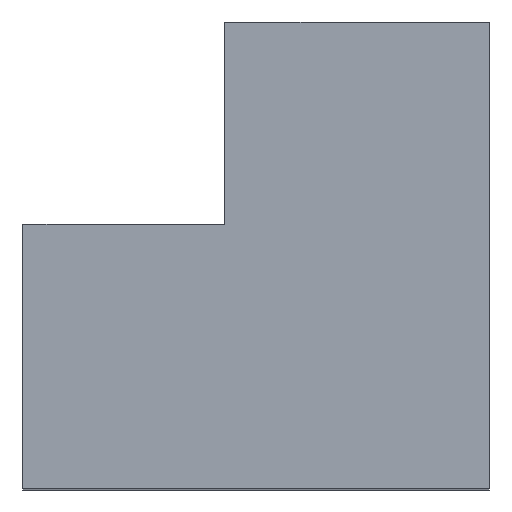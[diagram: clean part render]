
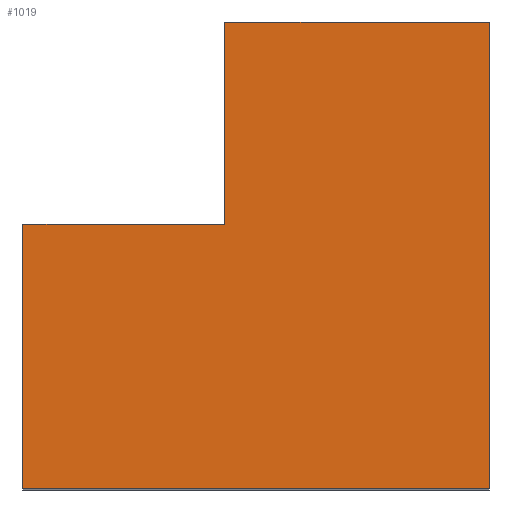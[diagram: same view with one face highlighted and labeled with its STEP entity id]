
A CAD part, top view. The second image highlights one B-rep face of the part: STEP entity #1019.
In plain terms, the highlighted planar face has unit normal (0, 0, 1).
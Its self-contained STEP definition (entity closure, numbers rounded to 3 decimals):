
#47=PLANE('',#1122);
#98=FACE_OUTER_BOUND('',#154,.T.);
#154=EDGE_LOOP('',(#883,#884,#885,#886,#887,#888,#889,#890,#891));
#265=LINE('',#1623,#374);
#270=LINE('',#1632,#379);
#288=LINE('',#1669,#397);
#292=LINE('',#1676,#401);
#293=LINE('',#1678,#402);
#294=LINE('',#1680,#403);
#295=LINE('',#1682,#404);
#296=LINE('',#1684,#405);
#297=LINE('',#1685,#406);
#374=VECTOR('',#1332,10.);
#379=VECTOR('',#1339,10.);
#397=VECTOR('',#1373,10.);
#401=VECTOR('',#1379,10.);
#402=VECTOR('',#1380,10.);
#403=VECTOR('',#1381,10.);
#404=VECTOR('',#1382,10.);
#405=VECTOR('',#1383,10.);
#406=VECTOR('',#1384,10.);
#494=VERTEX_POINT('',#1620);
#495=VERTEX_POINT('',#1622);
#498=VERTEX_POINT('',#1630);
#508=VERTEX_POINT('',#1666);
#509=VERTEX_POINT('',#1668);
#512=VERTEX_POINT('',#1677);
#513=VERTEX_POINT('',#1679);
#514=VERTEX_POINT('',#1681);
#515=VERTEX_POINT('',#1683);
#619=EDGE_CURVE('',#495,#494,#265,.T.);
#624=EDGE_CURVE('',#494,#498,#270,.T.);
#642=EDGE_CURVE('',#509,#508,#288,.T.);
#646=EDGE_CURVE('',#498,#509,#292,.T.);
#647=EDGE_CURVE('',#508,#512,#293,.T.);
#648=EDGE_CURVE('',#512,#513,#294,.T.);
#649=EDGE_CURVE('',#513,#514,#295,.T.);
#650=EDGE_CURVE('',#514,#515,#296,.T.);
#651=EDGE_CURVE('',#515,#495,#297,.T.);
#883=ORIENTED_EDGE('',*,*,#646,.T.);
#884=ORIENTED_EDGE('',*,*,#642,.T.);
#885=ORIENTED_EDGE('',*,*,#647,.T.);
#886=ORIENTED_EDGE('',*,*,#648,.T.);
#887=ORIENTED_EDGE('',*,*,#649,.T.);
#888=ORIENTED_EDGE('',*,*,#650,.T.);
#889=ORIENTED_EDGE('',*,*,#651,.T.);
#890=ORIENTED_EDGE('',*,*,#619,.T.);
#891=ORIENTED_EDGE('',*,*,#624,.T.);
#1019=ADVANCED_FACE('',(#98),#47,.T.);
#1122=AXIS2_PLACEMENT_3D('',#1675,#1377,#1378);
#1332=DIRECTION('',(-0.001,-1.,0.));
#1339=DIRECTION('',(0.,-1.,0.));
#1373=DIRECTION('',(-1.,0.001,0.));
#1377=DIRECTION('center_axis',(0.,0.,1.));
#1378=DIRECTION('ref_axis',(1.,0.,0.));
#1379=DIRECTION('',(0.001,-1.,0.));
#1380=DIRECTION('',(-1.,0.,0.));
#1381=DIRECTION('',(0.,-1.,0.));
#1382=DIRECTION('',(1.,0.,0.));
#1383=DIRECTION('',(0.,1.,0.));
#1384=DIRECTION('',(-1.,0.,0.));
#1620=CARTESIAN_POINT('',(-583.002,150.509,133.914));
#1622=CARTESIAN_POINT('',(-583.001,151.859,133.914));
#1623=CARTESIAN_POINT('',(-583.,153.365,133.914));
#1630=CARTESIAN_POINT('',(-583.002,146.433,133.914));
#1632=CARTESIAN_POINT('',(-583.002,149.16,133.914));
#1666=CARTESIAN_POINT('',(-584.002,145.359,133.914));
#1668=CARTESIAN_POINT('',(-583.001,145.358,133.914));
#1669=CARTESIAN_POINT('',(-583.001,145.358,133.914));
#1675=CARTESIAN_POINT('Origin',(-582.002,144.359,133.914));
#1676=CARTESIAN_POINT('',(-583.002,146.359,133.914));
#1677=CARTESIAN_POINT('',(-589.502,145.359,133.914));
#1678=CARTESIAN_POINT('',(-584.002,145.359,133.914));
#1679=CARTESIAN_POINT('',(-589.502,136.859,133.914));
#1680=CARTESIAN_POINT('',(-589.502,136.859,133.914));
#1681=CARTESIAN_POINT('',(-574.502,136.859,133.914));
#1682=CARTESIAN_POINT('',(-574.502,136.859,133.914));
#1683=CARTESIAN_POINT('',(-574.502,151.859,133.914));
#1684=CARTESIAN_POINT('',(-574.502,151.859,133.914));
#1685=CARTESIAN_POINT('',(-589.502,151.859,133.914));
